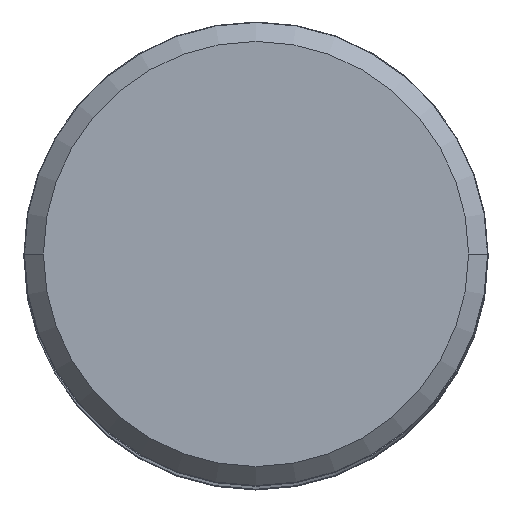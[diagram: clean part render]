
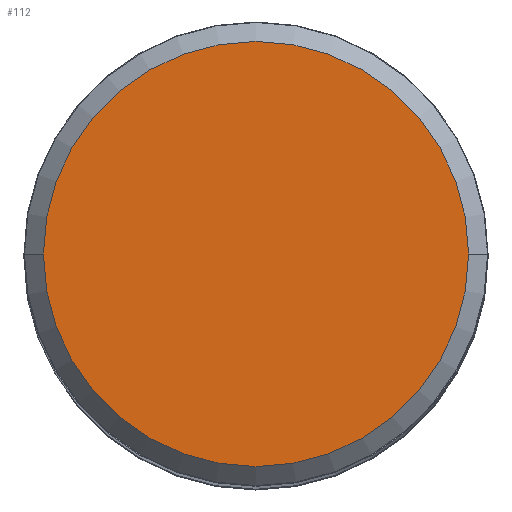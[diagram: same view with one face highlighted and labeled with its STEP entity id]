
A CAD part, top view. The second image highlights one B-rep face of the part: STEP entity #112.
In plain terms, the highlighted planar face has unit normal (0, 0, 1).
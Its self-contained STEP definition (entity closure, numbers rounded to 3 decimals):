
#63=PLANE('',#1049);
#112=ADVANCED_FACE('',(#196),#63,.F.);
#196=FACE_OUTER_BOUND('',#254,.T.);
#254=EDGE_LOOP('',(#432,#433));
#432=ORIENTED_EDGE('',*,*,#625,.F.);
#433=ORIENTED_EDGE('',*,*,#623,.F.);
#528=VERTEX_POINT('',#1586);
#529=VERTEX_POINT('',#1588);
#623=EDGE_CURVE('',#528,#529,#703,.T.);
#625=EDGE_CURVE('',#529,#528,#704,.T.);
#703=CIRCLE('',#1045,14.536);
#704=CIRCLE('',#1047,14.536);
#1045=AXIS2_PLACEMENT_3D('',#1587,#1321,#1322);
#1047=AXIS2_PLACEMENT_3D('',#1591,#1326,#1327);
#1049=AXIS2_PLACEMENT_3D('',#1593,#1330,#1331);
#1321=DIRECTION('',(0.,0.,-1.));
#1322=DIRECTION('',(-1.,0.,0.));
#1326=DIRECTION('',(0.,0.,-1.));
#1327=DIRECTION('',(1.,0.,0.));
#1330=DIRECTION('',(0.,0.,-1.));
#1331=DIRECTION('',(1.,0.,0.));
#1586=CARTESIAN_POINT('',(-14.536,0.,0.));
#1587=CARTESIAN_POINT('',(0.,0.,0.));
#1588=CARTESIAN_POINT('',(14.536,0.,0.));
#1591=CARTESIAN_POINT('',(0.,0.,0.));
#1593=CARTESIAN_POINT('',(0.,0.,0.));
